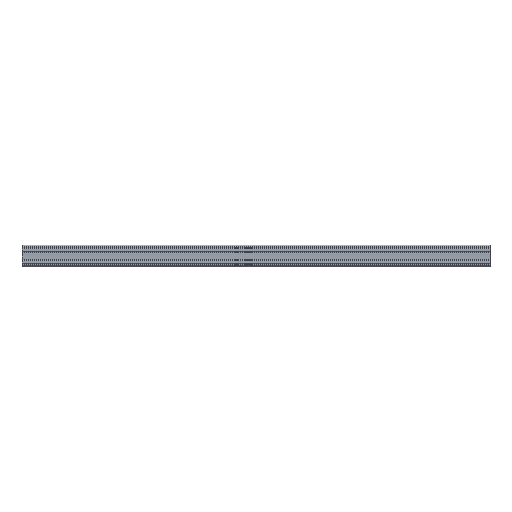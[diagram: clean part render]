
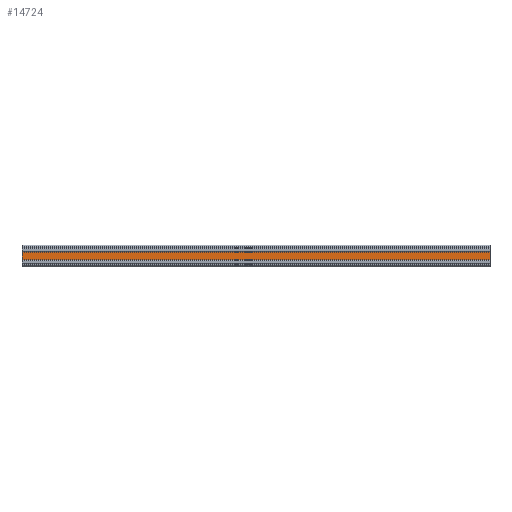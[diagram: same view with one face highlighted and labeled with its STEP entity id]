
A CAD part, left-side view. The second image highlights one B-rep face of the part: STEP entity #14724.
In plain terms, the highlighted planar face has unit normal (-1, 0, 0).
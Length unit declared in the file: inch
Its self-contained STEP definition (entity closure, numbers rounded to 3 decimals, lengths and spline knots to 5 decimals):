
#23 = VERTEX_POINT ( 'NONE', #16858 ) ;
#555 = VECTOR ( 'NONE', #28625, 39.37008 ) ;
#2360 = LINE ( 'NONE', #9661, #12970 ) ;
#4091 = VECTOR ( 'NONE', #26851, 39.37008 ) ;
#5567 = CARTESIAN_POINT ( 'NONE',  ( -0.2145, 0., -0.18217 ) ) ;
#6028 = EDGE_CURVE ( 'NONE', #22444, #27043, #31893, .T. ) ;
#7746 = PLANE ( 'NONE',  #12087 ) ;
#9508 = ORIENTED_EDGE ( 'NONE', *, *, #27859, .F. ) ;
#9577 = FACE_OUTER_BOUND ( 'NONE', #24432, .T. ) ;
#9661 = CARTESIAN_POINT ( 'NONE',  ( -0.2145, 16.5, 0. ) ) ;
#10558 = EDGE_CURVE ( 'NONE', #23, #15681, #27076, .T. ) ;
#12087 = AXIS2_PLACEMENT_3D ( 'NONE', #31231, #28579, #26147 ) ;
#12970 = VECTOR ( 'NONE', #30835, 39.37008 ) ;
#13797 = CARTESIAN_POINT ( 'NONE',  ( -0.2145, 16.5, -0.18217 ) ) ;
#13940 = ORIENTED_EDGE ( 'NONE', *, *, #10558, .F. ) ;
#14724 = ADVANCED_FACE ( 'NONE', ( #9577 ), #7746, .F. ) ;
#15681 = VERTEX_POINT ( 'NONE', #24451 ) ;
#16858 = CARTESIAN_POINT ( 'NONE',  ( -0.2145, 16.5, 0.18217 ) ) ;
#18522 = CARTESIAN_POINT ( 'NONE',  ( -0.2145, 16.5, -0.18217 ) ) ;
#20677 = CARTESIAN_POINT ( 'NONE',  ( -0.2145, 0., 0. ) ) ;
#22444 = VERTEX_POINT ( 'NONE', #18522 ) ;
#24432 = EDGE_LOOP ( 'NONE', ( #9508, #27831, #29475, #13940 ) ) ;
#24451 = CARTESIAN_POINT ( 'NONE',  ( -0.2145, 0., 0.18217 ) ) ;
#26147 = DIRECTION ( 'NONE',  ( 0., 0., -1. ) ) ;
#26851 = DIRECTION ( 'NONE',  ( 0., -1., 0. ) ) ;
#27043 = VERTEX_POINT ( 'NONE', #5567 ) ;
#27076 = LINE ( 'NONE', #29387, #4091 ) ;
#27771 = VECTOR ( 'NONE', #32314, 39.37008 ) ;
#27831 = ORIENTED_EDGE ( 'NONE', *, *, #6028, .T. ) ;
#27859 = EDGE_CURVE ( 'NONE', #22444, #23, #2360, .T. ) ;
#28579 = DIRECTION ( 'NONE',  ( 1., 0., 0. ) ) ;
#28625 = DIRECTION ( 'NONE',  ( 0., 0., 1. ) ) ;
#29387 = CARTESIAN_POINT ( 'NONE',  ( -0.2145, 16.5, 0.18217 ) ) ;
#29475 = ORIENTED_EDGE ( 'NONE', *, *, #33524, .T. ) ;
#30835 = DIRECTION ( 'NONE',  ( 0., 0., 1. ) ) ;
#31231 = CARTESIAN_POINT ( 'NONE',  ( -0.2145, 16.66603, 0. ) ) ;
#31395 = LINE ( 'NONE', #20677, #555 ) ;
#31893 = LINE ( 'NONE', #13797, #27771 ) ;
#32314 = DIRECTION ( 'NONE',  ( 0., -1., 0. ) ) ;
#33524 = EDGE_CURVE ( 'NONE', #27043, #15681, #31395, .T. ) ;
